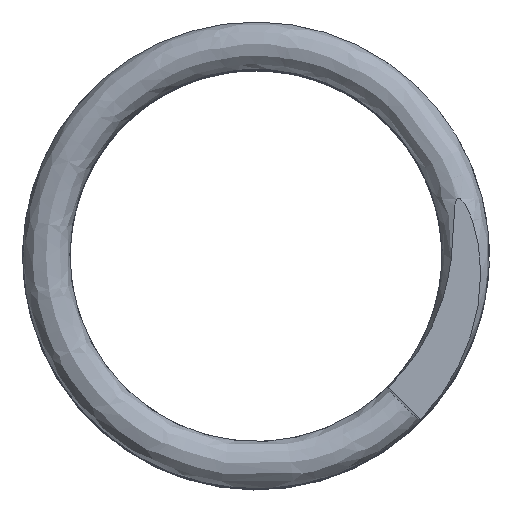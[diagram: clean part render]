
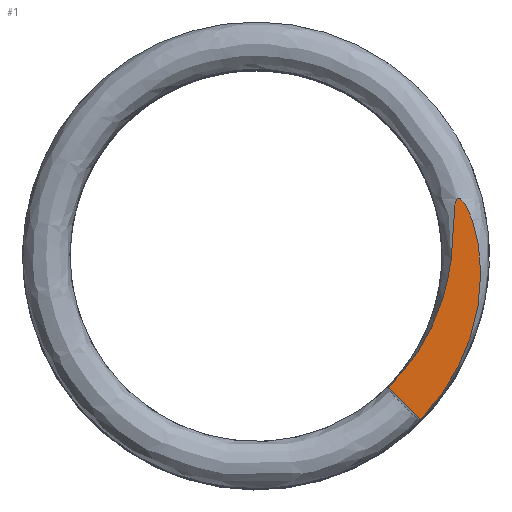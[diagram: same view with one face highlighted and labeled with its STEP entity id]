
A CAD part, top view. The second image highlights one B-rep face of the part: STEP entity #1.
In plain terms, the highlighted planar face has unit normal (0, 0, 1).
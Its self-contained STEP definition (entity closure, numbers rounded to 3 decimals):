
#1 = ADVANCED_FACE ( 'NONE', ( #1545 ), #2503, .F. ) ;
#201 = CARTESIAN_POINT ( 'NONE',  ( 3.697, -0.334, 17.114 ) ) ;
#295 = CARTESIAN_POINT ( 'NONE',  ( 2.517, -2.504, 17.114 ) ) ;
#608 = B_SPLINE_CURVE_WITH_KNOTS ( 'NONE', 3,
 ( #2561, #2631, #2257, #2298, #2326, #2197, #2305, #2277, #2189, #2177, #2247, #2238, #2221, #2218, #2210, #2200, #2164, #2091, #2186, #1823, #2026, #2174, #2161, #2151, #2139, #2130, #2117, #2113, #1961, #2081, #2050, #2048, #201, #1509, #1938, #2002, #1759, #1951 ),
 .UNSPECIFIED., .F., .F.,
 ( 4, 2, 2, 2, 2, 2, 2, 2, 2, 2, 2, 2, 2, 2, 2, 2, 2, 2, 4 ),
 ( 0., 0.001, 0.001, 0.002, 0.003, 0.003, 0.004, 0.004, 0.004, 0.005, 0.005, 0.005, 0.005, 0.005, 0.005, 0.005, 0.006, 0.007, 0.009 ),
 .UNSPECIFIED. ) ;
#803 = EDGE_CURVE ( 'NONE', #2573, #2434, #608, .T. ) ;
#941 = AXIS2_PLACEMENT_3D ( 'NONE', #2267, #2427, #2316 ) ;
#1252 = CARTESIAN_POINT ( 'NONE',  ( 3.143, -3.13, 17.114 ) ) ;
#1509 = CARTESIAN_POINT ( 'NONE',  ( 3.512, -1.022, 17.114 ) ) ;
#1545 = FACE_OUTER_BOUND ( 'NONE', #2207, .T. ) ;
#1691 = DIRECTION ( 'NONE',  ( -0.707, 0.707, 0. ) ) ;
#1759 = CARTESIAN_POINT ( 'NONE',  ( 2.788, -2.263, 17.114 ) ) ;
#1817 = VECTOR ( 'NONE', #1691, 1000. ) ;
#1823 = CARTESIAN_POINT ( 'NONE',  ( 3.909, 1.063, 17.114 ) ) ;
#1938 = CARTESIAN_POINT ( 'NONE',  ( 3.372, -1.361, 17.114 ) ) ;
#1951 = CARTESIAN_POINT ( 'NONE',  ( 2.527, -2.514, 17.114 ) ) ;
#1961 = CARTESIAN_POINT ( 'NONE',  ( 3.777, 0.735, 17.114 ) ) ;
#2002 = CARTESIAN_POINT ( 'NONE',  ( 3.012, -1.977, 17.114 ) ) ;
#2026 = CARTESIAN_POINT ( 'NONE',  ( 3.891, 1.079, 17.114 ) ) ;
#2048 = CARTESIAN_POINT ( 'NONE',  ( 3.744, 0.018, 17.114 ) ) ;
#2050 = CARTESIAN_POINT ( 'NONE',  ( 3.768, 0.466, 17.114 ) ) ;
#2064 = ORIENTED_EDGE ( 'NONE', *, *, #803, .T. ) ;
#2081 = CARTESIAN_POINT ( 'NONE',  ( 3.771, 0.556, 17.114 ) ) ;
#2091 = CARTESIAN_POINT ( 'NONE',  ( 3.981, 0.976, 17.114 ) ) ;
#2113 = CARTESIAN_POINT ( 'NONE',  ( 3.779, 0.825, 17.114 ) ) ;
#2117 = CARTESIAN_POINT ( 'NONE',  ( 3.793, 0.96, 17.114 ) ) ;
#2130 = CARTESIAN_POINT ( 'NONE',  ( 3.797, 1.005, 17.114 ) ) ;
#2139 = CARTESIAN_POINT ( 'NONE',  ( 3.821, 1.057, 17.114 ) ) ;
#2151 = CARTESIAN_POINT ( 'NONE',  ( 3.827, 1.067, 17.114 ) ) ;
#2161 = CARTESIAN_POINT ( 'NONE',  ( 3.845, 1.081, 17.114 ) ) ;
#2164 = CARTESIAN_POINT ( 'NONE',  ( 4.026, 0.898, 17.114 ) ) ;
#2174 = CARTESIAN_POINT ( 'NONE',  ( 3.857, 1.084, 17.114 ) ) ;
#2177 = CARTESIAN_POINT ( 'NONE',  ( 4.282, -0.581, 17.114 ) ) ;
#2186 = CARTESIAN_POINT ( 'NONE',  ( 3.956, 1.014, 17.114 ) ) ;
#2189 = CARTESIAN_POINT ( 'NONE',  ( 4.243, -0.933, 17.114 ) ) ;
#2197 = CARTESIAN_POINT ( 'NONE',  ( 3.951, -1.958, 17.114 ) ) ;
#2200 = CARTESIAN_POINT ( 'NONE',  ( 4.046, 0.858, 17.114 ) ) ;
#2207 = EDGE_LOOP ( 'NONE', ( #2064, #2608 ) ) ;
#2210 = CARTESIAN_POINT ( 'NONE',  ( 4.138, 0.652, 17.114 ) ) ;
#2218 = CARTESIAN_POINT ( 'NONE',  ( 4.187, 0.48, 17.114 ) ) ;
#2221 = CARTESIAN_POINT ( 'NONE',  ( 4.257, 0.127, 17.114 ) ) ;
#2238 = CARTESIAN_POINT ( 'NONE',  ( 4.276, -0.051, 17.114 ) ) ;
#2247 = CARTESIAN_POINT ( 'NONE',  ( 4.289, -0.404, 17.114 ) ) ;
#2257 = CARTESIAN_POINT ( 'NONE',  ( 3.382, -2.864, 17.114 ) ) ;
#2267 = CARTESIAN_POINT ( 'NONE',  ( 6.533, -5., 17.114 ) ) ;
#2277 = CARTESIAN_POINT ( 'NONE',  ( 4.211, -1.11, 17.114 ) ) ;
#2298 = CARTESIAN_POINT ( 'NONE',  ( 3.594, -2.577, 17.114 ) ) ;
#2305 = CARTESIAN_POINT ( 'NONE',  ( 4.082, -1.629, 17.114 ) ) ;
#2316 = DIRECTION ( 'NONE',  ( -1., 0., 0. ) ) ;
#2326 = CARTESIAN_POINT ( 'NONE',  ( 3.692, -2.426, 17.114 ) ) ;
#2336 = EDGE_CURVE ( 'NONE', #2573, #2434, #2438, .T. ) ;
#2387 = CARTESIAN_POINT ( 'NONE',  ( 2.527, -2.514, 17.114 ) ) ;
#2427 = DIRECTION ( 'NONE',  ( 0., 0., -1. ) ) ;
#2434 = VERTEX_POINT ( 'NONE', #2387 ) ;
#2438 = LINE ( 'NONE', #295, #1817 ) ;
#2503 = PLANE ( 'NONE',  #941 ) ;
#2561 = CARTESIAN_POINT ( 'NONE',  ( 3.143, -3.13, 17.114 ) ) ;
#2573 = VERTEX_POINT ( 'NONE', #1252 ) ;
#2608 = ORIENTED_EDGE ( 'NONE', *, *, #2336, .F. ) ;
#2631 = CARTESIAN_POINT ( 'NONE',  ( 3.267, -3., 17.114 ) ) ;
